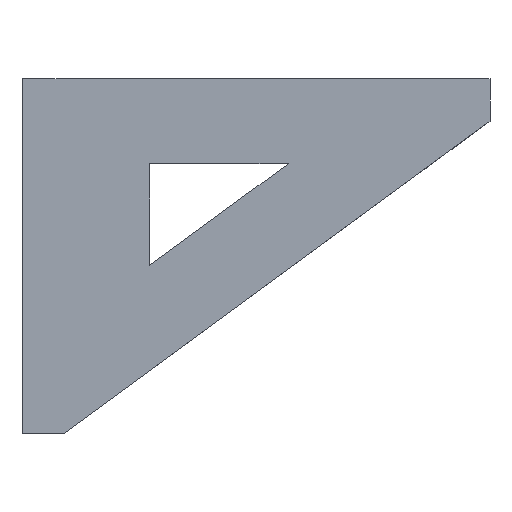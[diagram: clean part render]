
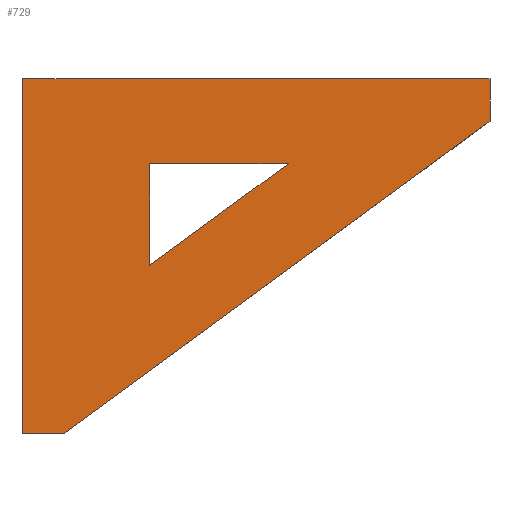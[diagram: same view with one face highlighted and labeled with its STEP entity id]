
A CAD part, front view. The second image highlights one B-rep face of the part: STEP entity #729.
In plain terms, the highlighted planar face has unit normal (0, -1, 0).
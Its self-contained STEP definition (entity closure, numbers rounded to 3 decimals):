
#36 = VECTOR ( 'NONE', #840, 1000. ) ;
#42 = DIRECTION ( 'NONE',  ( -0.806, 0., -0.591 ) ) ;
#46 = CARTESIAN_POINT ( 'NONE',  ( -114., 0., 38. ) ) ;
#52 = VECTOR ( 'NONE', #275, 1000. ) ;
#57 = CARTESIAN_POINT ( 'NONE',  ( -114., 0., 38. ) ) ;
#63 = VERTEX_POINT ( 'NONE', #715 ) ;
#65 = VECTOR ( 'NONE', #498, 1000. ) ;
#95 = CARTESIAN_POINT ( 'NONE',  ( -132., 0., 50. ) ) ;
#97 = EDGE_CURVE ( 'NONE', #817, #802, #759, .T. ) ;
#126 = EDGE_LOOP ( 'NONE', ( #589, #869, #408, #201, #454 ) ) ;
#143 = CARTESIAN_POINT ( 'NONE',  ( -66., 0., 44. ) ) ;
#150 = ORIENTED_EDGE ( 'NONE', *, *, #97, .F. ) ;
#153 = VERTEX_POINT ( 'NONE', #773 ) ;
#165 = EDGE_CURVE ( 'NONE', #226, #63, #318, .T. ) ;
#170 = CARTESIAN_POINT ( 'NONE',  ( 0., 0., 50. ) ) ;
#193 = VECTOR ( 'NONE', #422, 1000. ) ;
#201 = ORIENTED_EDGE ( 'NONE', *, *, #404, .T. ) ;
#202 = LINE ( 'NONE', #502, #193 ) ;
#208 = EDGE_CURVE ( 'NONE', #558, #271, #429, .T. ) ;
#212 = EDGE_LOOP ( 'NONE', ( #595, #306, #150 ) ) ;
#226 = VERTEX_POINT ( 'NONE', #143 ) ;
#246 = EDGE_CURVE ( 'NONE', #153, #817, #202, .T. ) ;
#258 = FACE_OUTER_BOUND ( 'NONE', #126, .T. ) ;
#262 = DIRECTION ( 'NONE',  ( 0., 1., 0. ) ) ;
#271 = VERTEX_POINT ( 'NONE', #569 ) ;
#275 = DIRECTION ( 'NONE',  ( 0., 0., -1. ) ) ;
#305 = CARTESIAN_POINT ( 'NONE',  ( -132., 0., 50. ) ) ;
#306 = ORIENTED_EDGE ( 'NONE', *, *, #898, .F. ) ;
#318 = LINE ( 'NONE', #910, #732 ) ;
#319 = FACE_BOUND ( 'NONE', #212, .T. ) ;
#323 = DIRECTION ( 'NONE',  ( 1., 0., 0. ) ) ;
#390 = PLANE ( 'NONE',  #733 ) ;
#392 = CARTESIAN_POINT ( 'NONE',  ( -126., 0., 0. ) ) ;
#404 = EDGE_CURVE ( 'NONE', #615, #271, #803, .T. ) ;
#405 = DIRECTION ( 'NONE',  ( 0., 0., 1. ) ) ;
#408 = ORIENTED_EDGE ( 'NONE', *, *, #551, .F. ) ;
#422 = DIRECTION ( 'NONE',  ( 0.806, 0., 0.591 ) ) ;
#429 = LINE ( 'NONE', #557, #65 ) ;
#454 = ORIENTED_EDGE ( 'NONE', *, *, #208, .F. ) ;
#498 = DIRECTION ( 'NONE',  ( -1., 0., 0. ) ) ;
#499 = LINE ( 'NONE', #639, #52 ) ;
#502 = CARTESIAN_POINT ( 'NONE',  ( -94.474, 0., 38. ) ) ;
#546 = LINE ( 'NONE', #170, #36 ) ;
#551 = EDGE_CURVE ( 'NONE', #615, #63, #546, .T. ) ;
#557 = CARTESIAN_POINT ( 'NONE',  ( -132., 0., 0. ) ) ;
#558 = VERTEX_POINT ( 'NONE', #392 ) ;
#569 = CARTESIAN_POINT ( 'NONE',  ( -132., 0., 0. ) ) ;
#589 = ORIENTED_EDGE ( 'NONE', *, *, #779, .F. ) ;
#595 = ORIENTED_EDGE ( 'NONE', *, *, #246, .F. ) ;
#615 = VERTEX_POINT ( 'NONE', #95 ) ;
#619 = CARTESIAN_POINT ( 'NONE',  ( -94.474, 0., 38. ) ) ;
#639 = CARTESIAN_POINT ( 'NONE',  ( -114., 0., 23.681 ) ) ;
#651 = DIRECTION ( 'NONE',  ( 0., 0., -1. ) ) ;
#686 = DIRECTION ( 'NONE',  ( -1., 0., 0. ) ) ;
#688 = CARTESIAN_POINT ( 'NONE',  ( -106.058, 0., 14.624 ) ) ;
#694 = LINE ( 'NONE', #688, #870 ) ;
#715 = CARTESIAN_POINT ( 'NONE',  ( -66., 0., 50. ) ) ;
#729 = ADVANCED_FACE ( 'NONE', ( #319, #258 ), #390, .F. ) ;
#732 = VECTOR ( 'NONE', #405, 1000. ) ;
#733 = AXIS2_PLACEMENT_3D ( 'NONE', #895, #262, #323 ) ;
#759 = LINE ( 'NONE', #46, #825 ) ;
#773 = CARTESIAN_POINT ( 'NONE',  ( -114., 0., 23.681 ) ) ;
#779 = EDGE_CURVE ( 'NONE', #226, #558, #694, .T. ) ;
#802 = VERTEX_POINT ( 'NONE', #57 ) ;
#803 = LINE ( 'NONE', #305, #843 ) ;
#817 = VERTEX_POINT ( 'NONE', #619 ) ;
#825 = VECTOR ( 'NONE', #686, 1000. ) ;
#840 = DIRECTION ( 'NONE',  ( 1., 0., 0. ) ) ;
#843 = VECTOR ( 'NONE', #651, 1000. ) ;
#869 = ORIENTED_EDGE ( 'NONE', *, *, #165, .T. ) ;
#870 = VECTOR ( 'NONE', #42, 1000. ) ;
#895 = CARTESIAN_POINT ( 'NONE',  ( 0., 0., 50. ) ) ;
#898 = EDGE_CURVE ( 'NONE', #802, #153, #499, .T. ) ;
#910 = CARTESIAN_POINT ( 'NONE',  ( -66., 0., 0. ) ) ;
